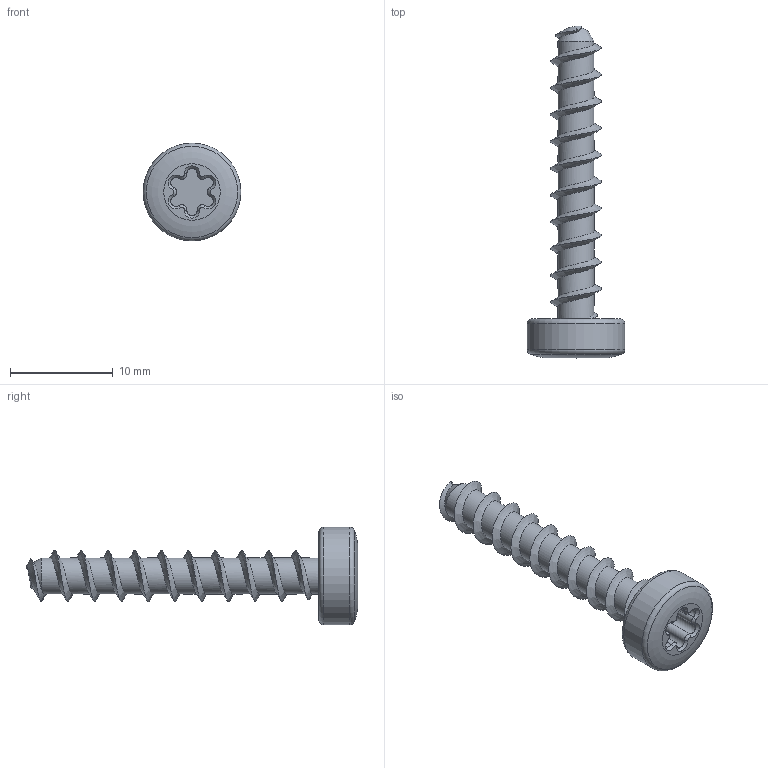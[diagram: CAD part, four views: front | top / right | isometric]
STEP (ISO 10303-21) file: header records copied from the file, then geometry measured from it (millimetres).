
FILE_DESCRIPTION (( 'STEP AP203' ), '1' );
FILE_NAME ('58391-240-30.STEP', '2021-09-01T11:12:12', ( '' ), ( '' ), 'SwSTEP 2.0', 'SolidWorks 2018', '' );
FILE_SCHEMA (( 'CONFIG_CONTROL_DESIGN' ));
Length unit declared in the file: millimetre
Products named in the file (2): 58391-240-30
Bounding box: 9.5 x 32.24 x 9.5 mm (x, y, z)
Volume: 512.5 mm3; surface area: 729.1 mm2
Topology: 1 solids, 1 shells, 42 faces, 96 edges, 58 vertices
Faces by surface type: cylinder 14, cone 13, bspline 8, plane 4, torus 3
Full cylindrical faces by diameter (mm): 9.5 x1
Entity records: 4210 total; most frequent: CARTESIAN_POINT 3153, DIRECTION 190, ORIENTED_EDGE 182, EDGE_CURVE 91, AXIS2_PLACEMENT_3D 79, VERTEX_POINT 57, EDGE_LOOP 48, FACE_OUTER_BOUND 46
